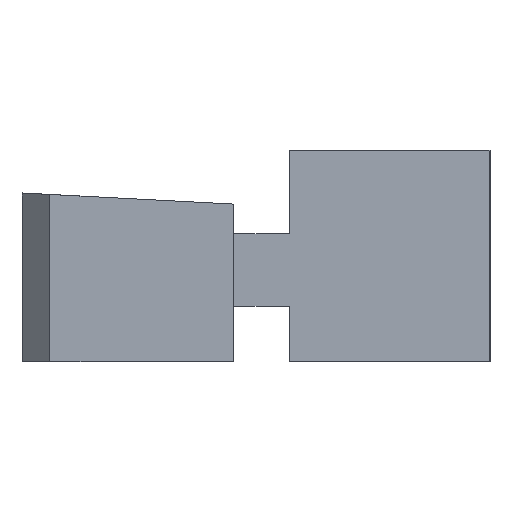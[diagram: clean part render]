
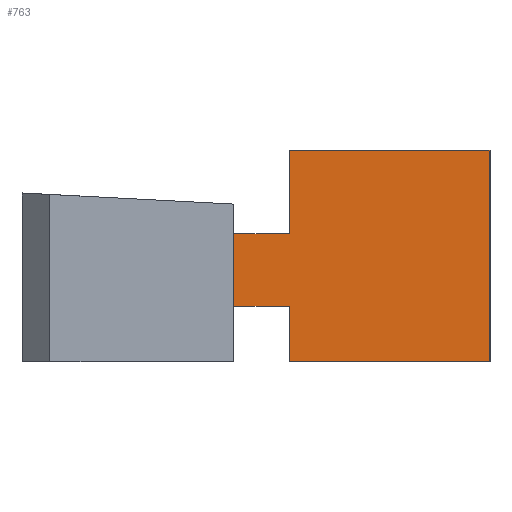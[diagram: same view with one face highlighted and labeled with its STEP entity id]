
A CAD part, left-side view. The second image highlights one B-rep face of the part: STEP entity #763.
In plain terms, the highlighted planar face has unit normal (-1, 0, 0).
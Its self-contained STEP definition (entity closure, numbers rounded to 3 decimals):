
#93=FACE_OUTER_BOUND('',#134,.T.);
#134=EDGE_LOOP('',(#619,#620,#621,#622,#623,#624,#625,#626,#627));
#153=LINE('',#1027,#226);
#157=LINE('',#1035,#230);
#178=LINE('',#1708,#251);
#190=LINE('',#1732,#263);
#194=LINE('',#1741,#267);
#198=LINE('',#1748,#271);
#199=LINE('',#1750,#272);
#200=LINE('',#1752,#273);
#201=LINE('',#1753,#274);
#226=VECTOR('',#850,10.);
#230=VECTOR('',#856,10.);
#251=VECTOR('',#933,10.);
#263=VECTOR('',#949,10.);
#267=VECTOR('',#955,10.);
#271=VECTOR('',#961,10.);
#272=VECTOR('',#962,10.);
#273=VECTOR('',#963,10.);
#274=VECTOR('',#964,10.);
#299=VERTEX_POINT('',#1025);
#300=VERTEX_POINT('',#1026);
#303=VERTEX_POINT('',#1034);
#347=VERTEX_POINT('',#1706);
#348=VERTEX_POINT('',#1707);
#357=VERTEX_POINT('',#1728);
#362=VERTEX_POINT('',#1739);
#365=VERTEX_POINT('',#1749);
#366=VERTEX_POINT('',#1751);
#374=EDGE_CURVE('',#299,#300,#153,.T.);
#378=EDGE_CURVE('',#303,#300,#157,.T.);
#439=EDGE_CURVE('',#347,#348,#178,.T.);
#451=EDGE_CURVE('',#357,#348,#190,.T.);
#455=EDGE_CURVE('',#362,#299,#194,.T.);
#459=EDGE_CURVE('',#362,#357,#198,.T.);
#460=EDGE_CURVE('',#365,#347,#199,.T.);
#461=EDGE_CURVE('',#366,#365,#200,.T.);
#462=EDGE_CURVE('',#303,#366,#201,.T.);
#619=ORIENTED_EDGE('',*,*,#378,.T.);
#620=ORIENTED_EDGE('',*,*,#374,.F.);
#621=ORIENTED_EDGE('',*,*,#455,.F.);
#622=ORIENTED_EDGE('',*,*,#459,.T.);
#623=ORIENTED_EDGE('',*,*,#451,.T.);
#624=ORIENTED_EDGE('',*,*,#439,.F.);
#625=ORIENTED_EDGE('',*,*,#460,.F.);
#626=ORIENTED_EDGE('',*,*,#461,.F.);
#627=ORIENTED_EDGE('',*,*,#462,.F.);
#722=PLANE('',#828);
#763=ADVANCED_FACE('',(#93),#722,.T.);
#828=AXIS2_PLACEMENT_3D('',#1747,#959,#960);
#850=DIRECTION('',(0.,0.,1.));
#856=DIRECTION('',(0.,-1.,0.));
#933=DIRECTION('',(0.,-1.,0.));
#949=DIRECTION('',(0.,0.,1.));
#955=DIRECTION('',(0.,1.,0.));
#959=DIRECTION('center_axis',(-1.,0.,0.));
#960=DIRECTION('ref_axis',(0.,-1.,0.));
#961=DIRECTION('',(0.,0.,1.));
#962=DIRECTION('',(0.,0.,1.));
#963=DIRECTION('',(0.,-1.,0.));
#964=DIRECTION('',(0.,0.,1.));
#1025=CARTESIAN_POINT('',(3.6,-2.3,-0.3));
#1026=CARTESIAN_POINT('',(3.6,-2.3,0.7));
#1027=CARTESIAN_POINT('',(3.6,-2.3,0.));
#1034=CARTESIAN_POINT('',(3.6,-1.3,0.7));
#1035=CARTESIAN_POINT('',(3.6,-2.,0.7));
#1706=CARTESIAN_POINT('',(3.6,-2.3,3.5));
#1707=CARTESIAN_POINT('',(3.6,-5.9,3.5));
#1708=CARTESIAN_POINT('',(3.6,-1.3,3.5));
#1728=CARTESIAN_POINT('',(3.6,-5.9,2.));
#1732=CARTESIAN_POINT('',(3.6,-5.9,3.));
#1739=CARTESIAN_POINT('',(3.6,-5.9,-0.3));
#1741=CARTESIAN_POINT('',(3.6,-1.3,-0.3));
#1747=CARTESIAN_POINT('Origin',(3.6,-1.3,0.));
#1748=CARTESIAN_POINT('',(3.6,-5.9,0.));
#1749=CARTESIAN_POINT('',(3.6,-2.3,2.));
#1750=CARTESIAN_POINT('',(3.6,-2.3,0.));
#1751=CARTESIAN_POINT('',(3.6,-1.3,2.));
#1752=CARTESIAN_POINT('',(3.6,-1.3,2.));
#1753=CARTESIAN_POINT('',(3.6,-1.3,0.));
